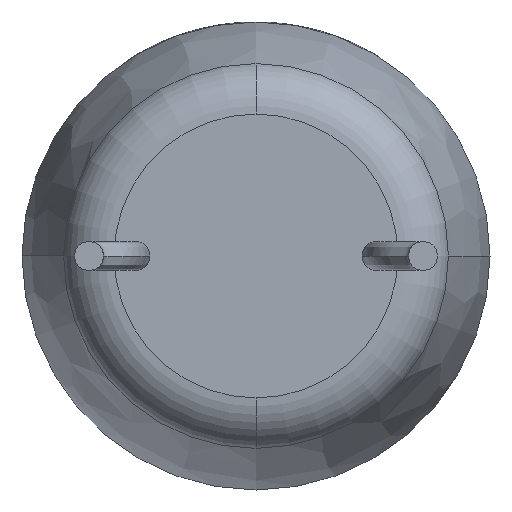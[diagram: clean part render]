
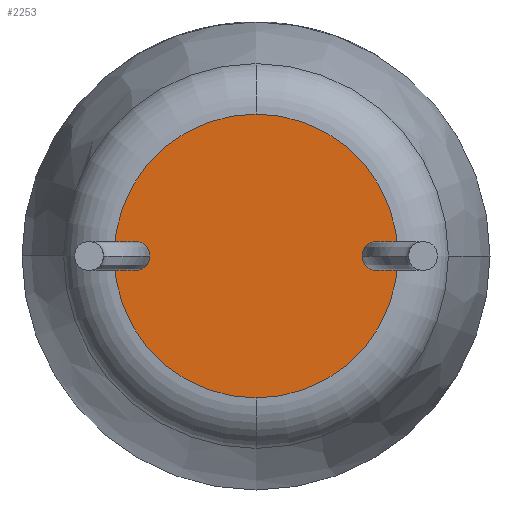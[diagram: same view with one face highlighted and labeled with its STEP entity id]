
A CAD part, front view. The second image highlights one B-rep face of the part: STEP entity #2253.
In plain terms, the highlighted planar face has unit normal (0, -1, 0).
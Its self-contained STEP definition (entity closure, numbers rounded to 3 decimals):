
#20 = CARTESIAN_POINT ( 'NONE',  ( 2.019, 0., 0. ) ) ;
#178 = VERTEX_POINT ( 'NONE', #3152 ) ;
#272 = AXIS2_PLACEMENT_3D ( 'NONE', #3015, #4025, #1588 ) ;
#393 = VERTEX_POINT ( 'NONE', #20 ) ;
#710 = DIRECTION ( 'NONE',  ( 0., 0., -1. ) ) ;
#824 = CIRCLE ( 'NONE', #1003, 0.275 ) ;
#831 = CARTESIAN_POINT ( 'NONE',  ( 2.569, 0., 0. ) ) ;
#892 = FACE_OUTER_BOUND ( 'NONE', #2777, .T. ) ;
#915 = EDGE_LOOP ( 'NONE', ( #4549, #3697 ) ) ;
#1003 = AXIS2_PLACEMENT_3D ( 'NONE', #3762, #3427, #3783 ) ;
#1071 = CARTESIAN_POINT ( 'NONE',  ( -2.294, 0., 0. ) ) ;
#1201 = CIRCLE ( 'NONE', #1603, 0.275 ) ;
#1370 = DIRECTION ( 'NONE',  ( 0., 0., 1. ) ) ;
#1421 = DIRECTION ( 'NONE',  ( 0., -1., 0. ) ) ;
#1461 = VERTEX_POINT ( 'NONE', #1837 ) ;
#1498 = ORIENTED_EDGE ( 'NONE', *, *, #4130, .T. ) ;
#1568 = VERTEX_POINT ( 'NONE', #2718 ) ;
#1588 = DIRECTION ( 'NONE',  ( 0., 0., 1. ) ) ;
#1603 = AXIS2_PLACEMENT_3D ( 'NONE', #1071, #1421, #4205 ) ;
#1691 = DIRECTION ( 'NONE',  ( 0., -1., 0. ) ) ;
#1725 = VERTEX_POINT ( 'NONE', #2213 ) ;
#1755 = AXIS2_PLACEMENT_3D ( 'NONE', #4516, #2716, #2368 ) ;
#1808 = CIRCLE ( 'NONE', #2725, 2.699 ) ;
#1837 = CARTESIAN_POINT ( 'NONE',  ( 0., 0., -2.699 ) ) ;
#2213 = CARTESIAN_POINT ( 'NONE',  ( -2.019, 0., 0. ) ) ;
#2253 = ADVANCED_FACE ( 'NONE', ( #2764, #892, #2986 ), #4479, .F. ) ;
#2258 = ORIENTED_EDGE ( 'NONE', *, *, #2391, .T. ) ;
#2368 = DIRECTION ( 'NONE',  ( 0., 0., 1. ) ) ;
#2391 = EDGE_CURVE ( 'NONE', #3858, #393, #2981, .T. ) ;
#2438 = AXIS2_PLACEMENT_3D ( 'NONE', #4064, #4459, #4413 ) ;
#2475 = CIRCLE ( 'NONE', #2438, 0.275 ) ;
#2716 = DIRECTION ( 'NONE',  ( 0., 1., 0. ) ) ;
#2718 = CARTESIAN_POINT ( 'NONE',  ( 0., 0., 2.699 ) ) ;
#2725 = AXIS2_PLACEMENT_3D ( 'NONE', #3453, #1691, #1370 ) ;
#2739 = EDGE_CURVE ( 'NONE', #1725, #178, #2475, .T. ) ;
#2764 = FACE_BOUND ( 'NONE', #2782, .T. ) ;
#2777 = EDGE_LOOP ( 'NONE', ( #2868, #1498 ) ) ;
#2782 = EDGE_LOOP ( 'NONE', ( #3042, #2258 ) ) ;
#2840 = DIRECTION ( 'NONE',  ( 0., 1., 0. ) ) ;
#2868 = ORIENTED_EDGE ( 'NONE', *, *, #3117, .T. ) ;
#2981 = CIRCLE ( 'NONE', #3321, 0.275 ) ;
#2986 = FACE_BOUND ( 'NONE', #915, .T. ) ;
#3015 = CARTESIAN_POINT ( 'NONE',  ( 0., 0., 0. ) ) ;
#3042 = ORIENTED_EDGE ( 'NONE', *, *, #3657, .T. ) ;
#3117 = EDGE_CURVE ( 'NONE', #1461, #1568, #3508, .T. ) ;
#3152 = CARTESIAN_POINT ( 'NONE',  ( -2.569, 0., 0. ) ) ;
#3321 = AXIS2_PLACEMENT_3D ( 'NONE', #4234, #2840, #710 ) ;
#3333 = EDGE_CURVE ( 'NONE', #178, #1725, #1201, .T. ) ;
#3427 = DIRECTION ( 'NONE',  ( 0., 1., 0. ) ) ;
#3453 = CARTESIAN_POINT ( 'NONE',  ( 0., 0., 0. ) ) ;
#3508 = CIRCLE ( 'NONE', #272, 2.699 ) ;
#3657 = EDGE_CURVE ( 'NONE', #393, #3858, #824, .T. ) ;
#3697 = ORIENTED_EDGE ( 'NONE', *, *, #2739, .F. ) ;
#3762 = CARTESIAN_POINT ( 'NONE',  ( 2.294, 0., 0. ) ) ;
#3783 = DIRECTION ( 'NONE',  ( 0., 0., -1. ) ) ;
#3858 = VERTEX_POINT ( 'NONE', #831 ) ;
#4025 = DIRECTION ( 'NONE',  ( 0., -1., 0. ) ) ;
#4064 = CARTESIAN_POINT ( 'NONE',  ( -2.294, 0., 0. ) ) ;
#4130 = EDGE_CURVE ( 'NONE', #1568, #1461, #1808, .T. ) ;
#4205 = DIRECTION ( 'NONE',  ( 0., 0., 1. ) ) ;
#4234 = CARTESIAN_POINT ( 'NONE',  ( 2.294, 0., 0. ) ) ;
#4413 = DIRECTION ( 'NONE',  ( 0., 0., 1. ) ) ;
#4459 = DIRECTION ( 'NONE',  ( 0., -1., 0. ) ) ;
#4479 = PLANE ( 'NONE',  #1755 ) ;
#4516 = CARTESIAN_POINT ( 'NONE',  ( 0., 0., 0. ) ) ;
#4549 = ORIENTED_EDGE ( 'NONE', *, *, #3333, .F. ) ;
